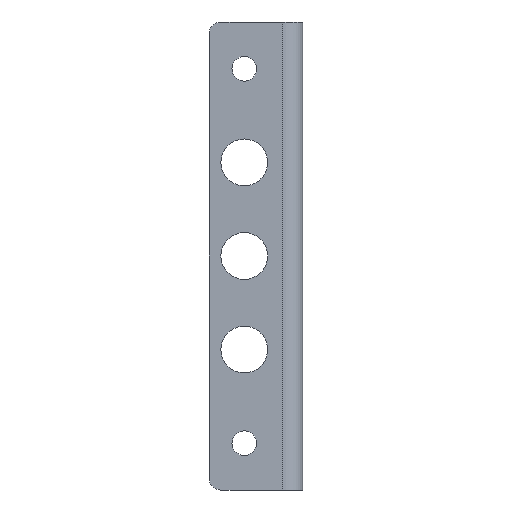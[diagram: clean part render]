
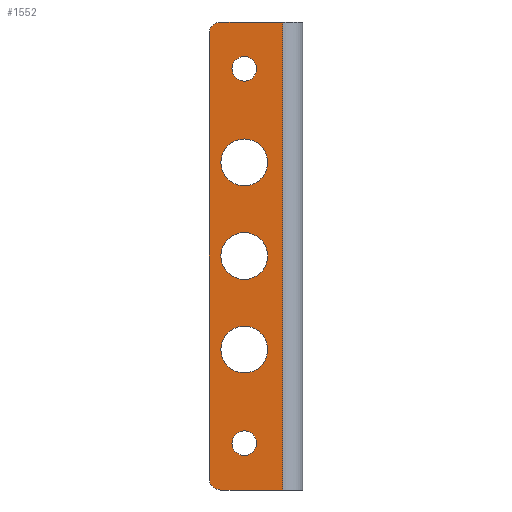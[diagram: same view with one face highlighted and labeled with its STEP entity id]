
A CAD part, front view. The second image highlights one B-rep face of the part: STEP entity #1552.
In plain terms, the highlighted planar face has unit normal (0, -1, 0).
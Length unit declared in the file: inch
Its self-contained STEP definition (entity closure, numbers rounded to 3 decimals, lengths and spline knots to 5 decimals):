
#25 = VERTEX_POINT ( 'NONE', #780 ) ;
#44 = DIRECTION ( 'NONE',  ( 0., -1., 0. ) ) ;
#56 = CARTESIAN_POINT ( 'NONE',  ( -0.813, -0.187, 5. ) ) ;
#83 = CARTESIAN_POINT ( 'NONE',  ( -0.813, -0.187, 4.875 ) ) ;
#93 = VERTEX_POINT ( 'NONE', #221 ) ;
#100 = AXIS2_PLACEMENT_3D ( 'NONE', #56, #386, #849 ) ;
#103 = CARTESIAN_POINT ( 'NONE',  ( -0.438, -0.187, 3.25 ) ) ;
#137 = DIRECTION ( 'NONE',  ( 0., -1., 0. ) ) ;
#145 = AXIS2_PLACEMENT_3D ( 'NONE', #261, #447, #354 ) ;
#187 = DIRECTION ( 'NONE',  ( 0., -1., 0. ) ) ;
#188 = FACE_OUTER_BOUND ( 'NONE', #767, .T. ) ;
#192 = FACE_BOUND ( 'NONE', #1492, .T. ) ;
#193 = FACE_BOUND ( 'NONE', #1740, .T. ) ;
#195 = FACE_BOUND ( 'NONE', #1171, .T. ) ;
#199 = FACE_BOUND ( 'NONE', #742, .T. ) ;
#200 = FACE_BOUND ( 'NONE', #723, .T. ) ;
#202 = EDGE_CURVE ( 'NONE', #757, #25, #1547, .T. ) ;
#211 = EDGE_CURVE ( 'NONE', #503, #93, #1554, .T. ) ;
#217 = AXIS2_PLACEMENT_3D ( 'NONE', #914, #898, #917 ) ;
#221 = CARTESIAN_POINT ( 'NONE',  ( -0.029, -0.187, 5. ) ) ;
#233 = DIRECTION ( 'NONE',  ( 0., -1., 0. ) ) ;
#234 = AXIS2_PLACEMENT_3D ( 'NONE', #519, #528, #534 ) ;
#239 = CIRCLE ( 'NONE', #1438, 0.132 ) ;
#249 = AXIS2_PLACEMENT_3D ( 'NONE', #356, #353, #438 ) ;
#250 = VECTOR ( 'NONE', #1733, 39.37008 ) ;
#261 = CARTESIAN_POINT ( 'NONE',  ( -0.438, -0.187, 3.5 ) ) ;
#262 = EDGE_CURVE ( 'NONE', #503, #544, #1557, .T. ) ;
#272 = EDGE_CURVE ( 'NONE', #1719, #480, #1121, .T. ) ;
#280 = LINE ( 'NONE', #536, #250 ) ;
#285 = EDGE_CURVE ( 'NONE', #93, #1374, #1536, .T. ) ;
#300 = CARTESIAN_POINT ( 'NONE',  ( -0.438, -0.187, 0.368 ) ) ;
#312 = CARTESIAN_POINT ( 'NONE',  ( -0.438, -0.187, 0.632 ) ) ;
#317 = CARTESIAN_POINT ( 'NONE',  ( -0.688, -0.187, 0. ) ) ;
#339 = CARTESIAN_POINT ( 'NONE',  ( -0.813, -0.187, 5. ) ) ;
#348 = CIRCLE ( 'NONE', #1346, 0.25 ) ;
#353 = DIRECTION ( 'NONE',  ( 0., -1., 0. ) ) ;
#354 = DIRECTION ( 'NONE',  ( 0., 0., -1. ) ) ;
#356 = CARTESIAN_POINT ( 'NONE',  ( -0.438, -0.187, 4.5 ) ) ;
#364 = EDGE_CURVE ( 'NONE', #1326, #675, #1433, .T. ) ;
#386 = DIRECTION ( 'NONE',  ( 0., 1., 0. ) ) ;
#399 = CARTESIAN_POINT ( 'NONE',  ( -0.438, -0.187, 3.5 ) ) ;
#410 = DIRECTION ( 'NONE',  ( 0., -1., 0. ) ) ;
#438 = DIRECTION ( 'NONE',  ( 0., 0., -1. ) ) ;
#447 = DIRECTION ( 'NONE',  ( 0., -1., 0. ) ) ;
#478 = AXIS2_PLACEMENT_3D ( 'NONE', #816, #137, #933 ) ;
#480 = VERTEX_POINT ( 'NONE', #317 ) ;
#483 = CARTESIAN_POINT ( 'NONE',  ( -0.438, -0.187, 2.75 ) ) ;
#496 = DIRECTION ( 'NONE',  ( 0., 0., -1. ) ) ;
#500 = CARTESIAN_POINT ( 'NONE',  ( -0.029, -0.187, 0. ) ) ;
#503 = VERTEX_POINT ( 'NONE', #1164 ) ;
#519 = CARTESIAN_POINT ( 'NONE',  ( -0.688, -0.187, 4.875 ) ) ;
#528 = DIRECTION ( 'NONE',  ( 0., -1., 0. ) ) ;
#534 = DIRECTION ( 'NONE',  ( 0., 0., 1. ) ) ;
#536 = CARTESIAN_POINT ( 'NONE',  ( -0.813, -0.187, 5. ) ) ;
#537 = DIRECTION ( 'NONE',  ( 0., -1., 0. ) ) ;
#544 = VERTEX_POINT ( 'NONE', #83 ) ;
#545 = VERTEX_POINT ( 'NONE', #774 ) ;
#588 = CIRCLE ( 'NONE', #478, 0.132 ) ;
#591 = CIRCLE ( 'NONE', #1570, 0.25 ) ;
#622 = DIRECTION ( 'NONE',  ( 0., -1., 0. ) ) ;
#625 = EDGE_CURVE ( 'NONE', #675, #1326, #591, .T. ) ;
#675 = VERTEX_POINT ( 'NONE', #103 ) ;
#723 = EDGE_LOOP ( 'NONE', ( #1559, #1556 ) ) ;
#737 = CARTESIAN_POINT ( 'NONE',  ( -0.438, -0.187, 2.5 ) ) ;
#742 = EDGE_LOOP ( 'NONE', ( #1509, #1132 ) ) ;
#751 = CARTESIAN_POINT ( 'NONE',  ( -0.438, -0.187, 1.75 ) ) ;
#757 = VERTEX_POINT ( 'NONE', #907 ) ;
#767 = EDGE_LOOP ( 'NONE', ( #1353, #1363, #1367, #1280, #1288, #1303 ) ) ;
#774 = CARTESIAN_POINT ( 'NONE',  ( -0.438, -0.187, 2.25 ) ) ;
#780 = CARTESIAN_POINT ( 'NONE',  ( -0.438, -0.187, 4.632 ) ) ;
#816 = CARTESIAN_POINT ( 'NONE',  ( -0.438, -0.187, 0.5 ) ) ;
#843 = DIRECTION ( 'NONE',  ( 0., 0., -1. ) ) ;
#849 = DIRECTION ( 'NONE',  ( 0., 0., 1. ) ) ;
#857 = CARTESIAN_POINT ( 'NONE',  ( -0.438, -0.187, 4.5 ) ) ;
#869 = CIRCLE ( 'NONE', #1012, 0.25 ) ;
#884 = CIRCLE ( 'NONE', #1090, 0.132 ) ;
#887 = CIRCLE ( 'NONE', #1068, 0.25 ) ;
#891 = DIRECTION ( 'NONE',  ( 0., 0., -1. ) ) ;
#897 = CARTESIAN_POINT ( 'NONE',  ( -0.813, -0.187, 0.125 ) ) ;
#898 = DIRECTION ( 'NONE',  ( 0., -1., 0. ) ) ;
#904 = CARTESIAN_POINT ( 'NONE',  ( -0.438, -0.187, 1.5 ) ) ;
#907 = CARTESIAN_POINT ( 'NONE',  ( -0.438, -0.187, 4.368 ) ) ;
#914 = CARTESIAN_POINT ( 'NONE',  ( -0.688, -0.187, 0.125 ) ) ;
#917 = DIRECTION ( 'NONE',  ( 0., 0., 1. ) ) ;
#933 = DIRECTION ( 'NONE',  ( 0., 0., -1. ) ) ;
#955 = VECTOR ( 'NONE', #1663, 39.37008 ) ;
#958 = LINE ( 'NONE', #1455, #955 ) ;
#960 = CIRCLE ( 'NONE', #1289, 0.25 ) ;
#963 = CARTESIAN_POINT ( 'NONE',  ( -0.438, -0.187, 3.75 ) ) ;
#968 = DIRECTION ( 'NONE',  ( 0., 0., -1. ) ) ;
#982 = EDGE_CURVE ( 'NONE', #545, #1086, #960, .T. ) ;
#1003 = EDGE_CURVE ( 'NONE', #480, #1374, #958, .T. ) ;
#1012 = AXIS2_PLACEMENT_3D ( 'NONE', #1145, #410, #1308 ) ;
#1021 = CARTESIAN_POINT ( 'NONE',  ( -0.029, -0.187, 5. ) ) ;
#1039 = DIRECTION ( 'NONE',  ( 0., 0., -1. ) ) ;
#1068 = AXIS2_PLACEMENT_3D ( 'NONE', #1490, #622, #1688 ) ;
#1086 = VERTEX_POINT ( 'NONE', #483 ) ;
#1087 = VERTEX_POINT ( 'NONE', #751 ) ;
#1090 = AXIS2_PLACEMENT_3D ( 'NONE', #857, #187, #968 ) ;
#1111 = VECTOR ( 'NONE', #1212, 39.37008 ) ;
#1121 = CIRCLE ( 'NONE', #217, 0.125 ) ;
#1132 = ORIENTED_EDGE ( 'NONE', *, *, #1332, .F. ) ;
#1145 = CARTESIAN_POINT ( 'NONE',  ( -0.438, -0.187, 1.5 ) ) ;
#1164 = CARTESIAN_POINT ( 'NONE',  ( -0.688, -0.187, 5. ) ) ;
#1171 = EDGE_LOOP ( 'NONE', ( #1441, #1406 ) ) ;
#1212 = DIRECTION ( 'NONE',  ( 1., 0., 0. ) ) ;
#1270 = PLANE ( 'NONE',  #100 ) ;
#1280 = ORIENTED_EDGE ( 'NONE', *, *, #272, .T. ) ;
#1288 = ORIENTED_EDGE ( 'NONE', *, *, #1003, .T. ) ;
#1289 = AXIS2_PLACEMENT_3D ( 'NONE', #737, #44, #843 ) ;
#1296 = DIRECTION ( 'NONE',  ( 0., -1., 0. ) ) ;
#1303 = ORIENTED_EDGE ( 'NONE', *, *, #285, .F. ) ;
#1308 = DIRECTION ( 'NONE',  ( 0., 0., -1. ) ) ;
#1311 = EDGE_CURVE ( 'NONE', #25, #757, #884, .T. ) ;
#1326 = VERTEX_POINT ( 'NONE', #963 ) ;
#1332 = EDGE_CURVE ( 'NONE', #1086, #545, #887, .T. ) ;
#1346 = AXIS2_PLACEMENT_3D ( 'NONE', #904, #233, #1039 ) ;
#1352 = VERTEX_POINT ( 'NONE', #300 ) ;
#1353 = ORIENTED_EDGE ( 'NONE', *, *, #211, .F. ) ;
#1360 = CARTESIAN_POINT ( 'NONE',  ( -0.438, -0.187, 0.5 ) ) ;
#1363 = ORIENTED_EDGE ( 'NONE', *, *, #262, .T. ) ;
#1367 = ORIENTED_EDGE ( 'NONE', *, *, #1665, .T. ) ;
#1373 = VERTEX_POINT ( 'NONE', #1506 ) ;
#1374 = VERTEX_POINT ( 'NONE', #500 ) ;
#1383 = EDGE_CURVE ( 'NONE', #1087, #1373, #869, .T. ) ;
#1401 = VERTEX_POINT ( 'NONE', #312 ) ;
#1406 = ORIENTED_EDGE ( 'NONE', *, *, #1311, .F. ) ;
#1433 = CIRCLE ( 'NONE', #145, 0.25 ) ;
#1438 = AXIS2_PLACEMENT_3D ( 'NONE', #1360, #537, #1575 ) ;
#1441 = ORIENTED_EDGE ( 'NONE', *, *, #202, .F. ) ;
#1455 = CARTESIAN_POINT ( 'NONE',  ( -0.813, -0.187, 0. ) ) ;
#1462 = ORIENTED_EDGE ( 'NONE', *, *, #364, .F. ) ;
#1471 = ORIENTED_EDGE ( 'NONE', *, *, #625, .F. ) ;
#1474 = EDGE_CURVE ( 'NONE', #1401, #1352, #588, .T. ) ;
#1490 = CARTESIAN_POINT ( 'NONE',  ( -0.438, -0.187, 2.5 ) ) ;
#1492 = EDGE_LOOP ( 'NONE', ( #1537, #1514 ) ) ;
#1506 = CARTESIAN_POINT ( 'NONE',  ( -0.438, -0.187, 1.25 ) ) ;
#1509 = ORIENTED_EDGE ( 'NONE', *, *, #982, .F. ) ;
#1514 = ORIENTED_EDGE ( 'NONE', *, *, #1383, .F. ) ;
#1521 = VECTOR ( 'NONE', #891, 39.37008 ) ;
#1536 = LINE ( 'NONE', #1021, #1521 ) ;
#1537 = ORIENTED_EDGE ( 'NONE', *, *, #1750, .F. ) ;
#1547 = CIRCLE ( 'NONE', #249, 0.132 ) ;
#1552 = ADVANCED_FACE ( 'NONE', ( #200, #192, #199, #193, #195, #188 ), #1270, .F. ) ;
#1554 = LINE ( 'NONE', #339, #1111 ) ;
#1556 = ORIENTED_EDGE ( 'NONE', *, *, #1474, .F. ) ;
#1557 = CIRCLE ( 'NONE', #234, 0.125 ) ;
#1559 = ORIENTED_EDGE ( 'NONE', *, *, #1736, .F. ) ;
#1570 = AXIS2_PLACEMENT_3D ( 'NONE', #399, #1296, #496 ) ;
#1575 = DIRECTION ( 'NONE',  ( 0., 0., -1. ) ) ;
#1663 = DIRECTION ( 'NONE',  ( 1., 0., 0. ) ) ;
#1665 = EDGE_CURVE ( 'NONE', #544, #1719, #280, .T. ) ;
#1688 = DIRECTION ( 'NONE',  ( 0., 0., -1. ) ) ;
#1719 = VERTEX_POINT ( 'NONE', #897 ) ;
#1733 = DIRECTION ( 'NONE',  ( 0., 0., -1. ) ) ;
#1736 = EDGE_CURVE ( 'NONE', #1352, #1401, #239, .T. ) ;
#1740 = EDGE_LOOP ( 'NONE', ( #1471, #1462 ) ) ;
#1750 = EDGE_CURVE ( 'NONE', #1373, #1087, #348, .T. ) ;
